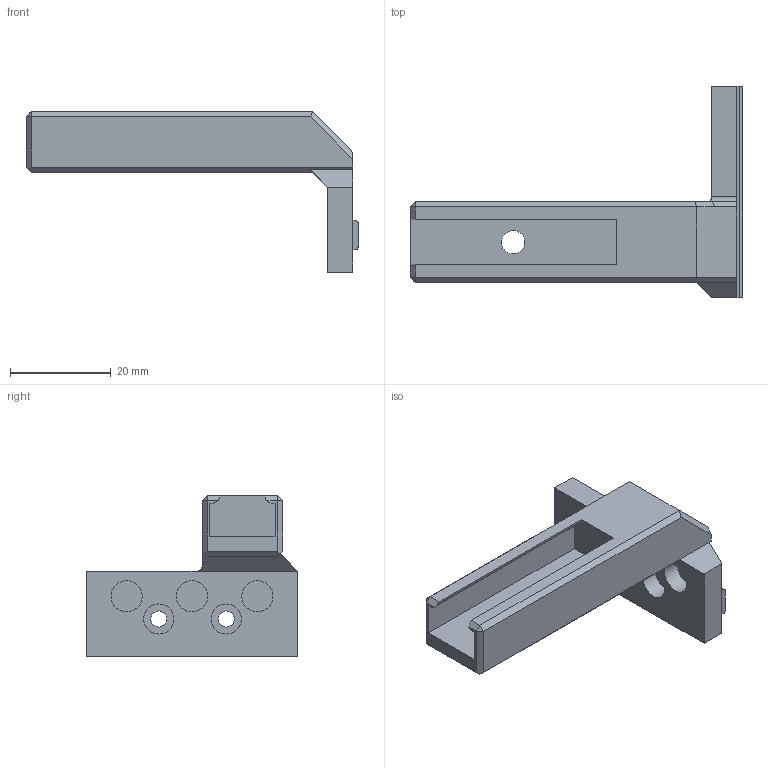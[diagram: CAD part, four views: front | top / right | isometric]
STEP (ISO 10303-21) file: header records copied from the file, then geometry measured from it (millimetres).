
FILE_DESCRIPTION(/* description */ (''),/* implementation_level */ '2;1');
FILE_NAME(/* name */ 'brushe_arm.step',/* time_stamp */ '2024-10-14T20:22:16-04:00',/* author */ (''),/* organization */ (''),/* preprocessor_version */ 'ST-DEVELOPER v20',/* originating_system */ 'Autodesk Translation Framework v13.20.0.188',/* authorisation */ '');
FILE_SCHEMA (('AUTOMOTIVE_DESIGN { 1 0 10303 214 3 1 1 }'));
Length unit declared in the file: millimetre
Products named in the file (1): (Unsaved)
Bounding box: 66 x 42 x 31.9 mm (x, y, z)
Volume: 11216.2 mm3; surface area: 7063.2 mm2
Topology: 1 solids, 1 shells, 58 faces, 141 edges, 90 vertices
Faces by surface type: plane 45, cylinder 13
Full cylindrical faces by diameter (mm): 3.2 x2, 4.65 x1, 6 x2, 6.2 x3
Entity records: 1722 total; most frequent: CARTESIAN_POINT 290, DIRECTION 287, ORIENTED_EDGE 282, EDGE_CURVE 141, LINE 113, VECTOR 113, VERTEX_POINT 90, AXIS2_PLACEMENT_3D 87
